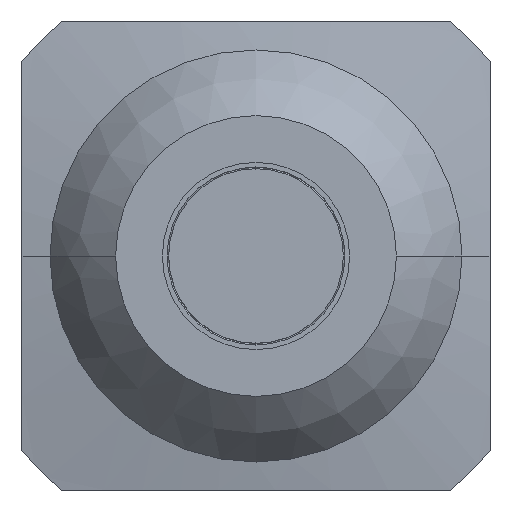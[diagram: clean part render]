
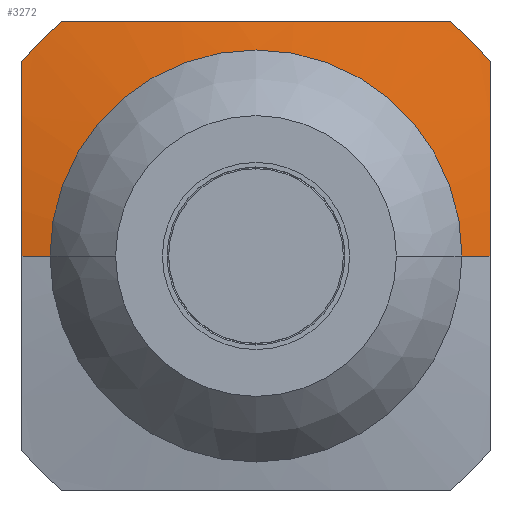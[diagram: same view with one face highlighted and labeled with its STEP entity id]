
A CAD part, left-side view. The second image highlights one B-rep face of the part: STEP entity #3272.
In plain terms, the highlighted conical face has half-angle 80 degrees and reference radius 10.903 mm.
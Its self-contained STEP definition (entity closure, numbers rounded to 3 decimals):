
#2742=CARTESIAN_POINT('',(0.,0.,2.74));
#2743=DIRECTION('',(0.,0.,1.));
#2744=DIRECTION('',(1.,0.,0.));
#2745=AXIS2_PLACEMENT_3D('',#2742,#2743,#2744);
#2750=CARTESIAN_POINT('',(10.,0.,2.529));
#2751=CARTESIAN_POINT('',(10.,0.458,2.529));
#2752=CARTESIAN_POINT('',(10.,1.37,2.518));
#2753=CARTESIAN_POINT('',(10.,2.728,2.469));
#2754=CARTESIAN_POINT('',(10.,4.072,2.393));
#2755=CARTESIAN_POINT('',(10.,5.422,2.29));
#2756=CARTESIAN_POINT('',(10.,6.806,2.163));
#2757=CARTESIAN_POINT('',(10.,7.797,2.057));
#2758=CARTESIAN_POINT('',(10.,8.307,2.));
#2790=CARTESIAN_POINT('',(0.,0.,2.));
#2791=DIRECTION('',(0.,0.,1.));
#2792=DIRECTION('',(0.769,0.639,0.));
#2793=AXIS2_PLACEMENT_3D('',#2790,#2791,#2792);
#2798=CARTESIAN_POINT('',(0.,0.,2.));
#2799=DIRECTION('',(0.,0.,1.));
#2800=DIRECTION('',(-0.639,0.769,0.));
#2801=AXIS2_PLACEMENT_3D('',#2798,#2799,#2800);
#2806=CARTESIAN_POINT('',(8.307,10.,2.));
#2807=CARTESIAN_POINT('',(7.781,10.,2.059));
#2808=CARTESIAN_POINT('',(6.764,10.,2.167));
#2809=CARTESIAN_POINT('',(5.366,10.,2.295));
#2810=CARTESIAN_POINT('',(4.014,10.,2.396));
#2811=CARTESIAN_POINT('',(2.682,10.,2.471));
#2812=CARTESIAN_POINT('',(1.344,10.,2.518));
#2813=CARTESIAN_POINT('',(-0.001,10.,2.534));
#2814=CARTESIAN_POINT('',(-1.346,10.,2.518));
#2815=CARTESIAN_POINT('',(-2.683,10.,2.471));
#2816=CARTESIAN_POINT('',(-4.016,10.,2.396));
#2817=CARTESIAN_POINT('',(-5.367,10.,2.295));
#2818=CARTESIAN_POINT('',(-6.764,10.,2.167));
#2819=CARTESIAN_POINT('',(-7.781,10.,2.059));
#2820=CARTESIAN_POINT('',(-8.307,10.,2.));
#3035=CARTESIAN_POINT('',(-10.,8.307,2.));
#3036=CARTESIAN_POINT('',(-10.,7.797,2.057));
#3037=CARTESIAN_POINT('',(-10.,6.805,2.163));
#3038=CARTESIAN_POINT('',(-10.,5.421,2.29));
#3039=CARTESIAN_POINT('',(-10.,4.07,2.393));
#3040=CARTESIAN_POINT('',(-10.,2.727,2.469));
#3041=CARTESIAN_POINT('',(-10.,1.37,2.518));
#3042=CARTESIAN_POINT('',(-10.,0.458,2.529));
#3043=CARTESIAN_POINT('',(-10.,0.,2.529));
#3075=DIRECTION('',(-0.985,0.,-0.174));
#3076=VECTOR('',#3075,1.213);
#3077=CARTESIAN_POINT('',(-8.805,0.,2.74));
#3078=LINE('',#3077,#3076);
#3090=DIRECTION('',(0.985,0.,-0.174));
#3091=VECTOR('',#3090,1.213);
#3092=CARTESIAN_POINT('',(8.805,0.,2.74));
#3093=LINE('',#3092,#3091);
#3154=VERTEX_POINT('',#2750);
#3155=VERTEX_POINT('',#2758);
#3156=VERTEX_POINT('',#3035);
#3157=VERTEX_POINT('',#3043);
#3158=VERTEX_POINT('',#2806);
#3159=VERTEX_POINT('',#2820);
#3180=CARTESIAN_POINT('',(8.805,0.,2.74));
#3181=VERTEX_POINT('',#3180);
#3182=CARTESIAN_POINT('',(-8.805,0.,2.74));
#3183=VERTEX_POINT('',#3182);
#3250=CARTESIAN_POINT('',(0.,0.,2.37));
#3251=DIRECTION('',(0.,0.,-1.));
#3252=DIRECTION('',(1.,0.,0.));
#3253=AXIS2_PLACEMENT_3D('',#3250,#3251,#3252);
#3254=CONICAL_SURFACE('',#3253,10.903,80.);
#3256=ORIENTED_EDGE('',*,*,#3255,.F.);
#3258=ORIENTED_EDGE('',*,*,#3257,.F.);
#3259=ORIENTED_EDGE('',*,*,#3245,.T.);
#3261=ORIENTED_EDGE('',*,*,#3260,.T.);
#3263=ORIENTED_EDGE('',*,*,#3262,.F.);
#3265=ORIENTED_EDGE('',*,*,#3264,.F.);
#3267=ORIENTED_EDGE('',*,*,#3266,.F.);
#3269=ORIENTED_EDGE('',*,*,#3268,.F.);
#3270=EDGE_LOOP('',(#3256,#3258,#3259,#3261,#3263,#3265,#3267,#3269));
#3271=FACE_OUTER_BOUND('',#3270,.F.);
#2746=CIRCLE('',#2745,8.805);
#2759=B_SPLINE_CURVE_WITH_KNOTS('',3,(#2750,#2751,#2752,#2753,#2754,#2755,#2756,
#2757,#2758),.UNSPECIFIED.,.F.,.F.,(4,1,1,1,1,1,4),(0.,0.167,
0.333,0.5,0.667,0.833,1.),
.UNSPECIFIED.);
#2794=CIRCLE('',#2793,13.);
#2802=CIRCLE('',#2801,13.);
#2821=B_SPLINE_CURVE_WITH_KNOTS('',3,(#2806,#2807,#2808,#2809,#2810,#2811,#2812,
#2813,#2814,#2815,#2816,#2817,#2818,#2819,#2820),.UNSPECIFIED.,.F.,.F.,(4,1,1,1,
1,1,1,1,1,1,1,1,4),(0.,0.083,0.167,0.25,
0.333,0.417,0.5,0.583,0.667,
0.75,0.833,0.917,1.),.UNSPECIFIED.);
#3044=B_SPLINE_CURVE_WITH_KNOTS('',3,(#3035,#3036,#3037,#3038,#3039,#3040,#3041,
#3042,#3043),.UNSPECIFIED.,.F.,.F.,(4,1,1,1,1,1,4),(0.,0.167,
0.333,0.5,0.667,0.833,1.),
.UNSPECIFIED.);
#3245=EDGE_CURVE('',#3181,#3183,#2746,.T.);
#3255=EDGE_CURVE('',#3154,#3155,#2759,.T.);
#3257=EDGE_CURVE('',#3181,#3154,#3093,.T.);
#3260=EDGE_CURVE('',#3183,#3157,#3078,.T.);
#3262=EDGE_CURVE('',#3156,#3157,#3044,.T.);
#3264=EDGE_CURVE('',#3159,#3156,#2802,.T.);
#3266=EDGE_CURVE('',#3158,#3159,#2821,.T.);
#3268=EDGE_CURVE('',#3155,#3158,#2794,.T.);
#3272=ADVANCED_FACE('',(#3271),#3254,.T.);
